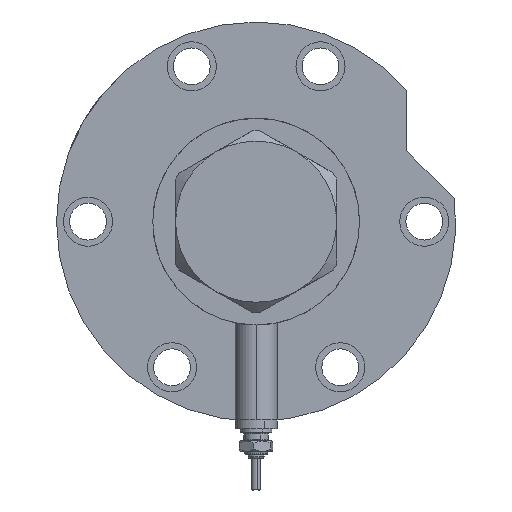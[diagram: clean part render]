
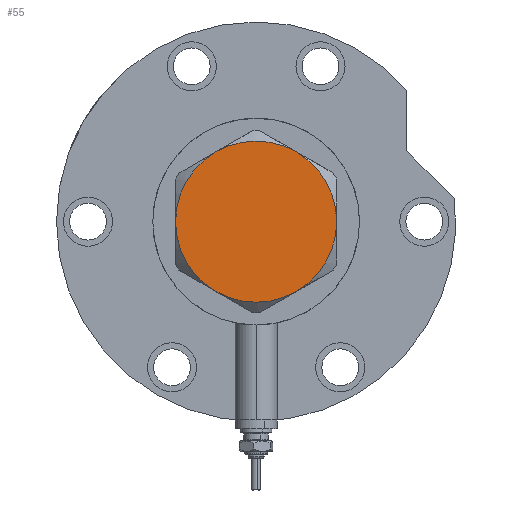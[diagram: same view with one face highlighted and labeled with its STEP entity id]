
A CAD part, left-side view. The second image highlights one B-rep face of the part: STEP entity #55.
In plain terms, the highlighted face is planar.
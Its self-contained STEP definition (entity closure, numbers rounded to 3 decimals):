
#55 = ADVANCED_FACE ( 'NONE', ( #1029 ), #412, .T. ) ;
#108 = ORIENTED_EDGE ( 'NONE', *, *, #909, .T. ) ;
#155 = EDGE_CURVE ( 'NONE', #6034, #6466, #6347, .T. ) ;
#266 = AXIS2_PLACEMENT_3D ( 'NONE', #7292, #4990, #2090 ) ;
#301 = CARTESIAN_POINT ( 'NONE',  ( 0., 0., 13. ) ) ;
#412 = PLANE ( 'NONE',  #593 ) ;
#472 = DIRECTION ( 'NONE',  ( 1., 0., 0. ) ) ;
#478 = AXIS2_PLACEMENT_3D ( 'NONE', #5046, #1561, #2810 ) ;
#573 = CARTESIAN_POINT ( 'NONE',  ( -11.5, -19.919, 13. ) ) ;
#593 = AXIS2_PLACEMENT_3D ( 'NONE', #4458, #2737, #5690 ) ;
#622 = AXIS2_PLACEMENT_3D ( 'NONE', #3368, #5147, #472 ) ;
#909 = EDGE_CURVE ( 'NONE', #2184, #2910, #2921, .T. ) ;
#1029 = FACE_OUTER_BOUND ( 'NONE', #2229, .T. ) ;
#1039 = CARTESIAN_POINT ( 'NONE',  ( 0., 0., 13. ) ) ;
#1303 = ORIENTED_EDGE ( 'NONE', *, *, #6673, .T. ) ;
#1388 = EDGE_CURVE ( 'NONE', #6466, #4224, #1598, .T. ) ;
#1561 = DIRECTION ( 'NONE',  ( 0., 0., 1. ) ) ;
#1598 = CIRCLE ( 'NONE', #6963, 23. ) ;
#1725 = VERTEX_POINT ( 'NONE', #4470 ) ;
#1992 = DIRECTION ( 'NONE',  ( 1., 0., 0. ) ) ;
#2090 = DIRECTION ( 'NONE',  ( 1., 0., 0. ) ) ;
#2184 = VERTEX_POINT ( 'NONE', #7167 ) ;
#2229 = EDGE_LOOP ( 'NONE', ( #4139, #3125, #5760, #2536, #108, #1303 ) ) ;
#2352 = EDGE_CURVE ( 'NONE', #4224, #1725, #7225, .T. ) ;
#2408 = CIRCLE ( 'NONE', #6321, 23. ) ;
#2536 = ORIENTED_EDGE ( 'NONE', *, *, #2540, .T. ) ;
#2540 = EDGE_CURVE ( 'NONE', #1725, #2184, #4776, .T. ) ;
#2552 = DIRECTION ( 'NONE',  ( 1., 0., 0. ) ) ;
#2737 = DIRECTION ( 'NONE',  ( 0., 0., 1. ) ) ;
#2810 = DIRECTION ( 'NONE',  ( 1., 0., 0. ) ) ;
#2877 = CARTESIAN_POINT ( 'NONE',  ( 11.5, -19.919, 13. ) ) ;
#2910 = VERTEX_POINT ( 'NONE', #573 ) ;
#2921 = CIRCLE ( 'NONE', #5622, 23. ) ;
#3125 = ORIENTED_EDGE ( 'NONE', *, *, #1388, .T. ) ;
#3368 = CARTESIAN_POINT ( 'NONE',  ( 0., 0., 13. ) ) ;
#4139 = ORIENTED_EDGE ( 'NONE', *, *, #155, .T. ) ;
#4224 = VERTEX_POINT ( 'NONE', #7035 ) ;
#4458 = CARTESIAN_POINT ( 'NONE',  ( 0., 0., 13. ) ) ;
#4470 = CARTESIAN_POINT ( 'NONE',  ( -11.5, 19.919, 13. ) ) ;
#4776 = CIRCLE ( 'NONE', #622, 23. ) ;
#4990 = DIRECTION ( 'NONE',  ( 0., 0., 1. ) ) ;
#5046 = CARTESIAN_POINT ( 'NONE',  ( 0., 0., 13. ) ) ;
#5147 = DIRECTION ( 'NONE',  ( 0., 0., 1. ) ) ;
#5462 = DIRECTION ( 'NONE',  ( 0., 0., 1. ) ) ;
#5622 = AXIS2_PLACEMENT_3D ( 'NONE', #301, #7229, #1992 ) ;
#5690 = DIRECTION ( 'NONE',  ( 1., 0., 0. ) ) ;
#5760 = ORIENTED_EDGE ( 'NONE', *, *, #2352, .T. ) ;
#6034 = VERTEX_POINT ( 'NONE', #2877 ) ;
#6309 = DIRECTION ( 'NONE',  ( 0., 0., 1. ) ) ;
#6321 = AXIS2_PLACEMENT_3D ( 'NONE', #1039, #6309, #7464 ) ;
#6347 = CIRCLE ( 'NONE', #478, 23. ) ;
#6421 = CARTESIAN_POINT ( 'NONE',  ( 0., 0., 13. ) ) ;
#6466 = VERTEX_POINT ( 'NONE', #7539 ) ;
#6673 = EDGE_CURVE ( 'NONE', #2910, #6034, #2408, .T. ) ;
#6963 = AXIS2_PLACEMENT_3D ( 'NONE', #6421, #5462, #2552 ) ;
#7035 = CARTESIAN_POINT ( 'NONE',  ( 11.5, 19.919, 13. ) ) ;
#7167 = CARTESIAN_POINT ( 'NONE',  ( -23., 0., 13. ) ) ;
#7225 = CIRCLE ( 'NONE', #266, 23. ) ;
#7229 = DIRECTION ( 'NONE',  ( 0., 0., 1. ) ) ;
#7292 = CARTESIAN_POINT ( 'NONE',  ( 0., 0., 13. ) ) ;
#7464 = DIRECTION ( 'NONE',  ( 1., 0., 0. ) ) ;
#7539 = CARTESIAN_POINT ( 'NONE',  ( 23., 0., 13. ) ) ;
